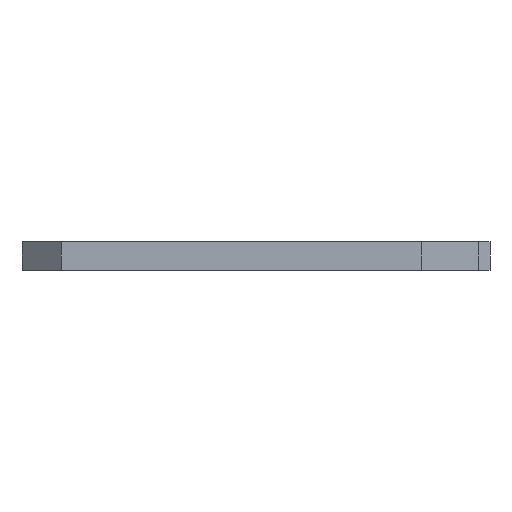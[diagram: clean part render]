
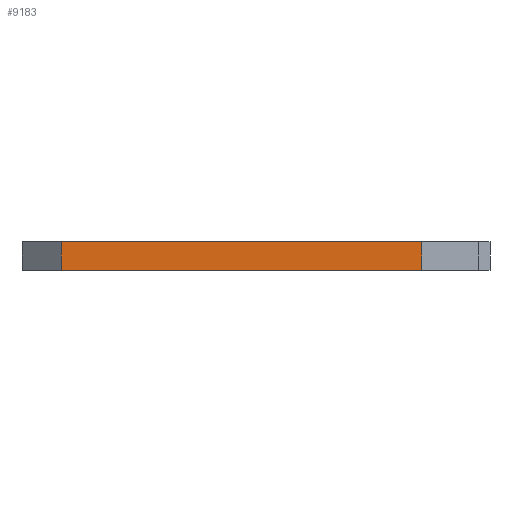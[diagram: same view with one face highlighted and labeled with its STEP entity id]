
A CAD part, left-side view. The second image highlights one B-rep face of the part: STEP entity #9183.
In plain terms, the highlighted planar face has unit normal (-1, 0, 0).
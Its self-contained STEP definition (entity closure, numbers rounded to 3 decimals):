
#55 = PLANE('',#56);
#56 = AXIS2_PLACEMENT_3D('',#57,#58,#59);
#57 = CARTESIAN_POINT('',(-70.587,10.846,0.));
#58 = DIRECTION('',(-0.724,0.69,0.));
#59 = DIRECTION('',(0.69,0.724,0.));
#83 = PLANE('',#84);
#84 = AXIS2_PLACEMENT_3D('',#85,#86,#87);
#85 = CARTESIAN_POINT('',(0.606,0.768,1.6));
#86 = DIRECTION('',(-0.,-0.,-1.));
#87 = DIRECTION('',(-1.,0.,0.));
#137 = PLANE('',#138);
#138 = AXIS2_PLACEMENT_3D('',#139,#140,#141);
#139 = CARTESIAN_POINT('',(0.606,0.768,0.));
#140 = DIRECTION('',(-0.,-0.,-1.));
#141 = DIRECTION('',(-1.,0.,0.));
#152 = EDGE_CURVE('',#153,#155,#157,.T.);
#153 = VERTEX_POINT('',#154);
#154 = CARTESIAN_POINT('',(-70.587,10.846,0.));
#155 = VERTEX_POINT('',#156);
#156 = CARTESIAN_POINT('',(-70.587,10.846,1.6));
#157 = SURFACE_CURVE('',#158,(#162,#169),.PCURVE_S1.);
#158 = LINE('',#159,#160);
#159 = CARTESIAN_POINT('',(-70.587,10.846,0.));
#160 = VECTOR('',#161,1.);
#161 = DIRECTION('',(0.,0.,1.));
#162 = PCURVE('',#55,#163);
#163 = DEFINITIONAL_REPRESENTATION('',(#164),#168);
#164 = LINE('',#165,#166);
#165 = CARTESIAN_POINT('',(0.,0.));
#166 = VECTOR('',#167,1.);
#167 = DIRECTION('',(0.,-1.));
#168 = ( GEOMETRIC_REPRESENTATION_CONTEXT(2) 
PARAMETRIC_REPRESENTATION_CONTEXT() REPRESENTATION_CONTEXT('2D SPACE',''
  ) );
#169 = PCURVE('',#170,#175);
#170 = PLANE('',#171);
#171 = AXIS2_PLACEMENT_3D('',#172,#173,#174);
#172 = CARTESIAN_POINT('',(-70.587,-9.22,0.));
#173 = DIRECTION('',(-1.,0.,0.));
#174 = DIRECTION('',(0.,1.,0.));
#175 = DEFINITIONAL_REPRESENTATION('',(#176),#180);
#176 = LINE('',#177,#178);
#177 = CARTESIAN_POINT('',(20.066,0.));
#178 = VECTOR('',#179,1.);
#179 = DIRECTION('',(0.,-1.));
#180 = ( GEOMETRIC_REPRESENTATION_CONTEXT(2) 
PARAMETRIC_REPRESENTATION_CONTEXT() REPRESENTATION_CONTEXT('2D SPACE',''
  ) );
#554 = VERTEX_POINT('',#555);
#555 = CARTESIAN_POINT('',(-70.587,-9.22,0.));
#569 = PLANE('',#570);
#570 = AXIS2_PLACEMENT_3D('',#571,#572,#573);
#571 = CARTESIAN_POINT('',(-67.437,-12.37,0.));
#572 = DIRECTION('',(-0.707,-0.707,0.));
#573 = DIRECTION('',(-0.707,0.707,0.));
#581 = EDGE_CURVE('',#554,#153,#582,.T.);
#582 = SURFACE_CURVE('',#583,(#587,#594),.PCURVE_S1.);
#583 = LINE('',#584,#585);
#584 = CARTESIAN_POINT('',(-70.587,-9.22,0.));
#585 = VECTOR('',#586,1.);
#586 = DIRECTION('',(0.,1.,0.));
#587 = PCURVE('',#137,#588);
#588 = DEFINITIONAL_REPRESENTATION('',(#589),#593);
#589 = LINE('',#590,#591);
#590 = CARTESIAN_POINT('',(71.192,-9.988));
#591 = VECTOR('',#592,1.);
#592 = DIRECTION('',(0.,1.));
#593 = ( GEOMETRIC_REPRESENTATION_CONTEXT(2) 
PARAMETRIC_REPRESENTATION_CONTEXT() REPRESENTATION_CONTEXT('2D SPACE',''
  ) );
#594 = PCURVE('',#170,#595);
#595 = DEFINITIONAL_REPRESENTATION('',(#596),#600);
#596 = LINE('',#597,#598);
#597 = CARTESIAN_POINT('',(0.,0.));
#598 = VECTOR('',#599,1.);
#599 = DIRECTION('',(1.,0.));
#600 = ( GEOMETRIC_REPRESENTATION_CONTEXT(2) 
PARAMETRIC_REPRESENTATION_CONTEXT() REPRESENTATION_CONTEXT('2D SPACE',''
  ) );
#5308 = VERTEX_POINT('',#5309);
#5309 = CARTESIAN_POINT('',(-70.587,-9.22,1.6));
#5330 = EDGE_CURVE('',#5308,#155,#5331,.T.);
#5331 = SURFACE_CURVE('',#5332,(#5336,#5343),.PCURVE_S1.);
#5332 = LINE('',#5333,#5334);
#5333 = CARTESIAN_POINT('',(-70.587,-9.22,1.6));
#5334 = VECTOR('',#5335,1.);
#5335 = DIRECTION('',(0.,1.,0.));
#5336 = PCURVE('',#83,#5337);
#5337 = DEFINITIONAL_REPRESENTATION('',(#5338),#5342);
#5338 = LINE('',#5339,#5340);
#5339 = CARTESIAN_POINT('',(71.192,-9.988));
#5340 = VECTOR('',#5341,1.);
#5341 = DIRECTION('',(0.,1.));
#5342 = ( GEOMETRIC_REPRESENTATION_CONTEXT(2) 
PARAMETRIC_REPRESENTATION_CONTEXT() REPRESENTATION_CONTEXT('2D SPACE',''
  ) );
#5343 = PCURVE('',#170,#5344);
#5344 = DEFINITIONAL_REPRESENTATION('',(#5345),#5349);
#5345 = LINE('',#5346,#5347);
#5346 = CARTESIAN_POINT('',(0.,-1.6));
#5347 = VECTOR('',#5348,1.);
#5348 = DIRECTION('',(1.,0.));
#5349 = ( GEOMETRIC_REPRESENTATION_CONTEXT(2) 
PARAMETRIC_REPRESENTATION_CONTEXT() REPRESENTATION_CONTEXT('2D SPACE',''
  ) );
#9183 = ADVANCED_FACE('',(#9184),#170,.T.);
#9184 = FACE_BOUND('',#9185,.T.);
#9185 = EDGE_LOOP('',(#9186,#9207,#9208,#9209));
#9186 = ORIENTED_EDGE('',*,*,#9187,.T.);
#9187 = EDGE_CURVE('',#554,#5308,#9188,.T.);
#9188 = SURFACE_CURVE('',#9189,(#9193,#9200),.PCURVE_S1.);
#9189 = LINE('',#9190,#9191);
#9190 = CARTESIAN_POINT('',(-70.587,-9.22,0.));
#9191 = VECTOR('',#9192,1.);
#9192 = DIRECTION('',(0.,0.,1.));
#9193 = PCURVE('',#170,#9194);
#9194 = DEFINITIONAL_REPRESENTATION('',(#9195),#9199);
#9195 = LINE('',#9196,#9197);
#9196 = CARTESIAN_POINT('',(0.,0.));
#9197 = VECTOR('',#9198,1.);
#9198 = DIRECTION('',(0.,-1.));
#9199 = ( GEOMETRIC_REPRESENTATION_CONTEXT(2) 
PARAMETRIC_REPRESENTATION_CONTEXT() REPRESENTATION_CONTEXT('2D SPACE',''
  ) );
#9200 = PCURVE('',#569,#9201);
#9201 = DEFINITIONAL_REPRESENTATION('',(#9202),#9206);
#9202 = LINE('',#9203,#9204);
#9203 = CARTESIAN_POINT('',(4.454,0.));
#9204 = VECTOR('',#9205,1.);
#9205 = DIRECTION('',(0.,-1.));
#9206 = ( GEOMETRIC_REPRESENTATION_CONTEXT(2) 
PARAMETRIC_REPRESENTATION_CONTEXT() REPRESENTATION_CONTEXT('2D SPACE',''
  ) );
#9207 = ORIENTED_EDGE('',*,*,#5330,.T.);
#9208 = ORIENTED_EDGE('',*,*,#152,.F.);
#9209 = ORIENTED_EDGE('',*,*,#581,.F.);
